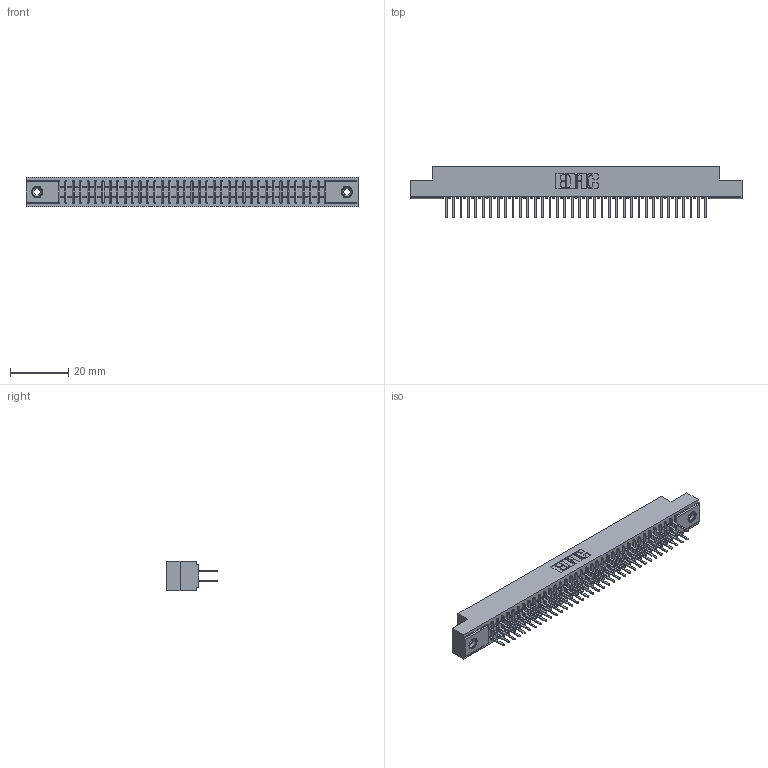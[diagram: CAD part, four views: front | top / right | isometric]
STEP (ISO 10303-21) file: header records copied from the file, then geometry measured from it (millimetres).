
FILE_DESCRIPTION (( 'STEP AP203' ), '1' );
FILE_NAME ('341-072-521-208.STEP', '2018-08-07T19:54:31', ( '' ), ( '' ), 'SwSTEP 2.0', 'SolidWorks 2016', '' );
FILE_SCHEMA (( 'CONFIG_CONTROL_DESIGN' ));
Length unit declared in the file: inch
Products named in the file (4): 341 Part_.156 (3.96) Dia Mounting Holes; 341-292-001_341-292-121; 345-250-001_345-250-003-102; 341-072-521-208
Assembly tree (75 placements, depth 2):
  341-072-521-208
    341 Part_.156 (3.96) Dia Mounting Holes
    341-292-001_341-292-121  x72
    345-250-001_345-250-003-102  x2
Bounding box: 113.67 x 17.7 x 10.16 mm (x, y, z)
Volume: 8436.3 mm3; surface area: 15122 mm2
Topology: 75 solids, 75 shells, 4928 faces, 14240 edges, 9218 vertices
Faces by surface type: plane 2980, cylinder 1788, sphere 74, torus 74, cone 12
Entity records: 45552 total; most frequent: CARTESIAN_POINT 7555, ORIENTED_EDGE 7500, DIRECTION 7346, EDGE_CURVE 3750, VECTOR 3020, LINE 3020, VERTEX_POINT 2372, AXIS2_PLACEMENT_3D 2163
